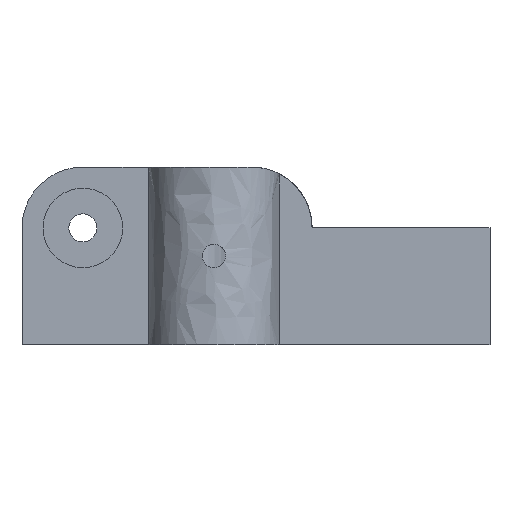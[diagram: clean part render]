
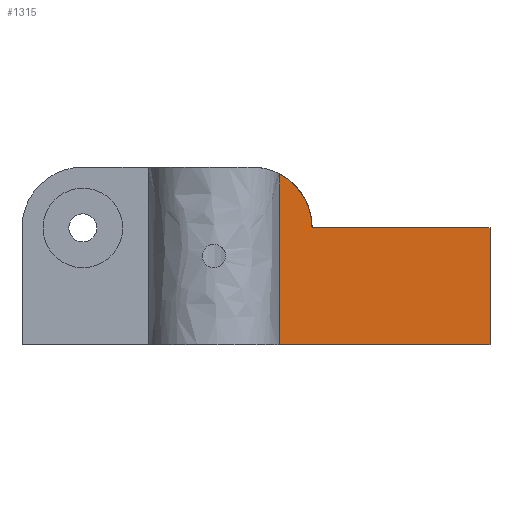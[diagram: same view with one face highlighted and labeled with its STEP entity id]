
A CAD part, left-side view. The second image highlights one B-rep face of the part: STEP entity #1315.
In plain terms, the highlighted planar face has unit normal (-1, 0, 0).
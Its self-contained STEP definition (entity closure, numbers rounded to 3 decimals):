
#36=PLANE('',#1421);
#108=FACE_OUTER_BOUND('',#181,.T.);
#181=EDGE_LOOP('',(#973,#974,#975,#976,#977));
#303=LINE('',#2232,#417);
#304=LINE('',#2234,#418);
#305=LINE('',#2235,#419);
#306=LINE('',#2236,#420);
#417=VECTOR('',#1607,10.);
#418=VECTOR('',#1608,10.);
#419=VECTOR('',#1609,10.);
#420=VECTOR('',#1610,10.);
#529=CIRCLE('',#1419,6.5);
#608=VERTEX_POINT('',#2168);
#609=VERTEX_POINT('',#2170);
#617=VERTEX_POINT('',#2230);
#618=VERTEX_POINT('',#2231);
#619=VERTEX_POINT('',#2233);
#748=EDGE_CURVE('',#608,#609,#529,.T.);
#758=EDGE_CURVE('',#617,#618,#303,.T.);
#759=EDGE_CURVE('',#619,#617,#304,.T.);
#760=EDGE_CURVE('',#609,#619,#305,.T.);
#761=EDGE_CURVE('',#618,#608,#306,.T.);
#973=ORIENTED_EDGE('',*,*,#758,.F.);
#974=ORIENTED_EDGE('',*,*,#759,.F.);
#975=ORIENTED_EDGE('',*,*,#760,.F.);
#976=ORIENTED_EDGE('',*,*,#748,.F.);
#977=ORIENTED_EDGE('',*,*,#761,.F.);
#1315=ADVANCED_FACE('',(#108),#36,.T.);
#1419=AXIS2_PLACEMENT_3D('',#2171,#1597,#1598);
#1421=AXIS2_PLACEMENT_3D('',#2229,#1605,#1606);
#1597=DIRECTION('center_axis',(1.,0.,0.));
#1598=DIRECTION('ref_axis',(0.,-1.,0.));
#1605=DIRECTION('center_axis',(-1.,0.,0.));
#1606=DIRECTION('ref_axis',(0.,-1.,0.));
#1607=DIRECTION('',(0.,1.,0.));
#1608=DIRECTION('',(0.,0.,-1.));
#1609=DIRECTION('',(0.,-1.,0.));
#1610=DIRECTION('',(0.,0.,1.));
#2168=CARTESIAN_POINT('',(-15.5,25.,18.266));
#2170=CARTESIAN_POINT('',(-15.5,21.5,12.5));
#2171=CARTESIAN_POINT('Origin',(-15.5,28.,12.5));
#2229=CARTESIAN_POINT('Origin',(-15.5,52.5,12.5));
#2230=CARTESIAN_POINT('',(-15.5,2.5,0.));
#2231=CARTESIAN_POINT('',(-15.5,25.,0.));
#2232=CARTESIAN_POINT('',(-15.5,2.5,0.));
#2233=CARTESIAN_POINT('',(-15.5,2.5,12.5));
#2234=CARTESIAN_POINT('',(-15.5,2.5,12.5));
#2235=CARTESIAN_POINT('',(-15.5,21.5,12.5));
#2236=CARTESIAN_POINT('',(-15.5,25.,0.));
